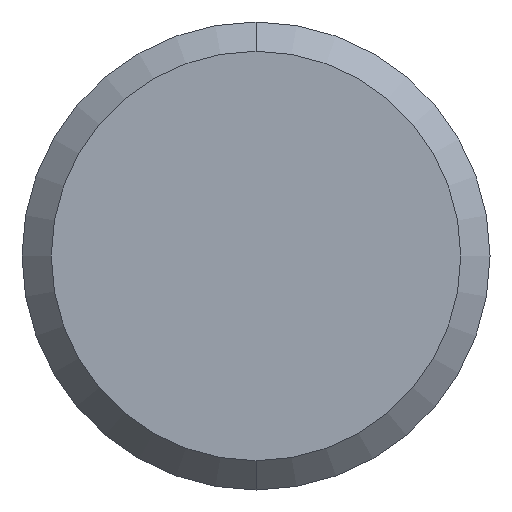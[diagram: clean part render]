
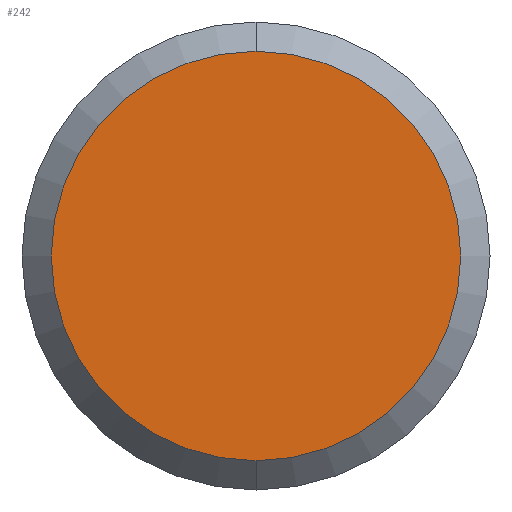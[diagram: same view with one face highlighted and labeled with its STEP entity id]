
A CAD part, front view. The second image highlights one B-rep face of the part: STEP entity #242.
In plain terms, the highlighted planar face has unit normal (0, -1, 0).
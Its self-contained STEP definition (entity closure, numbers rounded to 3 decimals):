
#2 = DIRECTION ( 'NONE',  ( 0., 0., 1. ) ) ;
#19 = CARTESIAN_POINT ( 'NONE',  ( 0., 0., 0. ) ) ;
#93 = AXIS2_PLACEMENT_3D ( 'NONE', #105, #197, #2 ) ;
#100 = AXIS2_PLACEMENT_3D ( 'NONE', #19, #201, #213 ) ;
#105 = CARTESIAN_POINT ( 'NONE',  ( 0., 0., 0. ) ) ;
#110 = FACE_OUTER_BOUND ( 'NONE', #250, .T. ) ;
#118 = ORIENTED_EDGE ( 'NONE', *, *, #215, .T. ) ;
#124 = PLANE ( 'NONE',  #100 ) ;
#132 = DIRECTION ( 'NONE',  ( 0., 0., 1. ) ) ;
#144 = AXIS2_PLACEMENT_3D ( 'NONE', #239, #241, #132 ) ;
#152 = CIRCLE ( 'NONE', #93, 3.5 ) ;
#164 = VERTEX_POINT ( 'NONE', #257 ) ;
#178 = CARTESIAN_POINT ( 'NONE',  ( 0., 0., -3.5 ) ) ;
#197 = DIRECTION ( 'NONE',  ( 0., -1., 0. ) ) ;
#201 = DIRECTION ( 'NONE',  ( 0., 1., 0. ) ) ;
#213 = DIRECTION ( 'NONE',  ( 0., 0., 1. ) ) ;
#215 = EDGE_CURVE ( 'NONE', #272, #164, #228, .T. ) ;
#228 = CIRCLE ( 'NONE', #144, 3.5 ) ;
#239 = CARTESIAN_POINT ( 'NONE',  ( 0., 0., 0. ) ) ;
#241 = DIRECTION ( 'NONE',  ( 0., -1., 0. ) ) ;
#242 = ADVANCED_FACE ( 'NONE', ( #110 ), #124, .F. ) ;
#245 = ORIENTED_EDGE ( 'NONE', *, *, #261, .T. ) ;
#250 = EDGE_LOOP ( 'NONE', ( #245, #118 ) ) ;
#257 = CARTESIAN_POINT ( 'NONE',  ( 0., 0., 3.5 ) ) ;
#261 = EDGE_CURVE ( 'NONE', #164, #272, #152, .T. ) ;
#272 = VERTEX_POINT ( 'NONE', #178 ) ;
